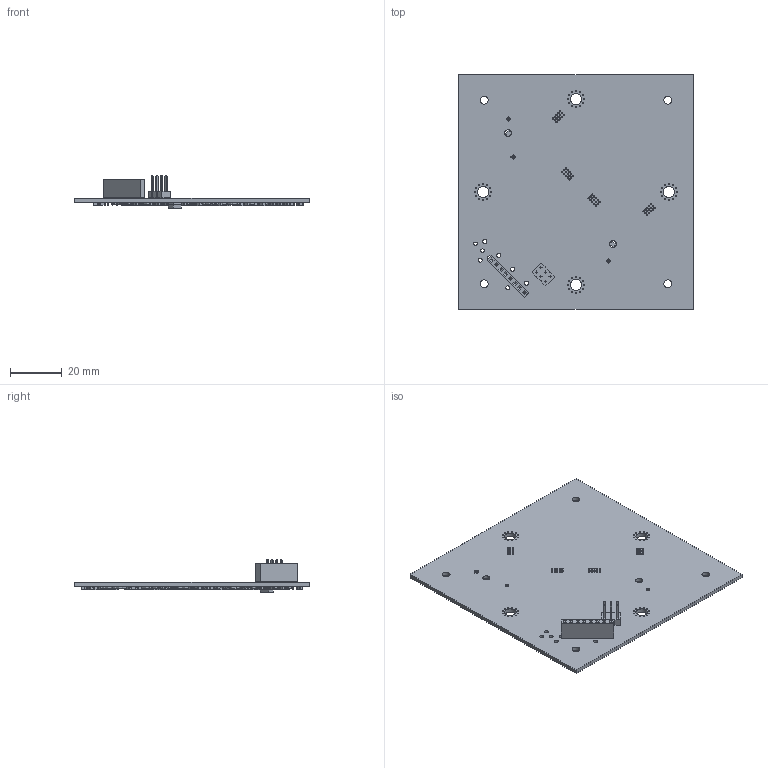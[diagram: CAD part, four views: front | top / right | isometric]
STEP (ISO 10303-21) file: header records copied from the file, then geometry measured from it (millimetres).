
FILE_DESCRIPTION(('KiCad electronic assembly'),'2;1');
FILE_NAME('QFHMIX01E.step','2023-02-14T13:37:04',('Pcbnew'),('Kicad'), 'Open CASCADE STEP processor 7.5','KiCad to STEP converter','Unknown' );
FILE_SCHEMA(('AUTOMOTIVE_DESIGN { 1 0 10303 214 1 1 1 1 }'));
Length unit declared in the file: millimetre
Products named in the file (24): QFHMIX01E 1; PinSocket_1x08_P2.54mm_Vertical; SOLID; PinHeader_2x03_P2.54mm_Vertical; R_0603_1608Metric; C_0603_1608Metric; L_0805_2012Metric; C_0805_2012Metric; D_SMA; LED_1206_3216Metric; TSSOP-14_4.4x5mm_P0.65mm; R_0805_2012Metric; D_MiniMELF; tmpxrz9fpc8 PCB
Assembly tree (229 placements, depth 3):
  QFHMIX01E 1
    PinSocket_1x08_P2.54mm_Vertical
      SOLID
    PinHeader_2x03_P2.54mm_Vertical
      SOLID
    R_0603_1608Metric  x44
      SOLID
    C_0603_1608Metric  x64
      SOLID
    L_0805_2012Metric  x63
      SOLID
    C_0805_2012Metric  x37
      SOLID
    D_SMA
      SOLID
    LED_1206_3216Metric  x2
      SOLID
    TSSOP-14_4.4x5mm_P0.65mm  x2
      SOLID
    R_0805_2012Metric
      SOLID
    D_MiniMELF
      SOLID
    tmpxrz9fpc8 PCB
Bounding box: 90.93 x 90.93 x 12.46 mm (x, y, z)
Volume: 13901.2 mm3; surface area: 20467.7 mm2
Topology: 218 solids, 218 shells, 6967 faces, 18028 edges, 11870 vertices
Faces by surface type: plane 4247, cylinder 2632, bspline 86, revolution 2
Full cylindrical faces by diameter (mm): 0.3 x27, 0.4 x48, 0.5 x62, 0.889 x6, 1.35 x2, 1.4 x11, 1.6 x6, 2.7 x2, 3 x4, 4.45 x4
Entity records: 76302 total; most frequent: CARTESIAN_POINT 12257, DIRECTION 10954, LINE 6866, VECTOR 6866, ORIENTED_EDGE 5460, PCURVE 5460, DEFINITIONAL_REPRESENTATION 5460, EDGE_CURVE 2730
